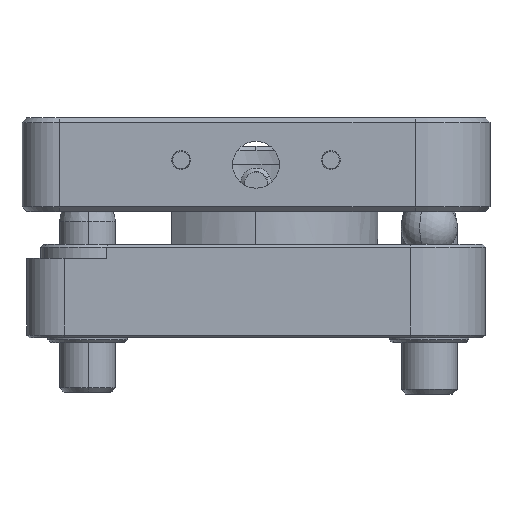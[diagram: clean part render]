
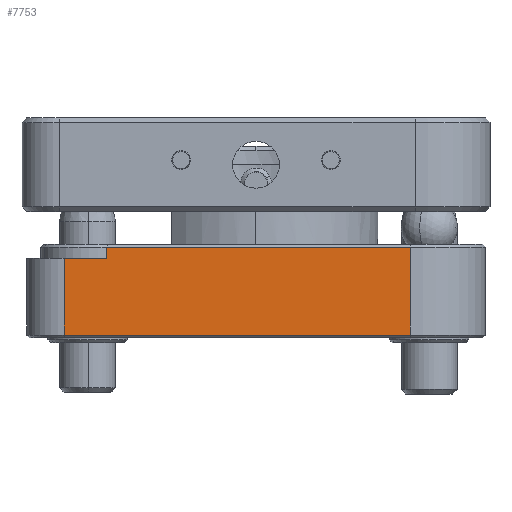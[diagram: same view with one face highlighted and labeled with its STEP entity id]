
A CAD part, front view. The second image highlights one B-rep face of the part: STEP entity #7753.
In plain terms, the highlighted planar face has unit normal (0, -1, 0).
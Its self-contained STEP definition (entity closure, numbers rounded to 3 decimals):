
#37 = VECTOR ( 'NONE', #3772, 1000. ) ;
#536 = EDGE_CURVE ( 'NONE', #13732, #13172, #701, .T. ) ;
#701 = LINE ( 'NONE', #13608, #4198 ) ;
#704 = DIRECTION ( 'NONE',  ( -1., 0., 0. ) ) ;
#822 = VECTOR ( 'NONE', #7315, 1000. ) ;
#961 = CARTESIAN_POINT ( 'NONE',  ( -16., -24.5, -19.8 ) ) ;
#1063 = LINE ( 'NONE', #13034, #7501 ) ;
#1527 = CARTESIAN_POINT ( 'NONE',  ( 16.5, -24.5, -29.2 ) ) ;
#1670 = CARTESIAN_POINT ( 'NONE',  ( 16.5, -24.5, -19.8 ) ) ;
#1853 = ORIENTED_EDGE ( 'NONE', *, *, #1915, .T. ) ;
#1863 = EDGE_CURVE ( 'NONE', #9165, #4646, #14531, .T. ) ;
#1886 = ORIENTED_EDGE ( 'NONE', *, *, #15613, .T. ) ;
#1915 = EDGE_CURVE ( 'NONE', #15763, #9165, #1063, .T. ) ;
#2652 = CARTESIAN_POINT ( 'NONE',  ( 16.5, -24.5, -19.5 ) ) ;
#2991 = CARTESIAN_POINT ( 'NONE',  ( -20.5, -24.5, -29.2 ) ) ;
#3659 = ORIENTED_EDGE ( 'NONE', *, *, #536, .F. ) ;
#3772 = DIRECTION ( 'NONE',  ( -1., 0., 0. ) ) ;
#3983 = CARTESIAN_POINT ( 'NONE',  ( 0., -24.5, -21. ) ) ;
#4198 = VECTOR ( 'NONE', #13551, 1000. ) ;
#4438 = CARTESIAN_POINT ( 'NONE',  ( -16., -24.5, -19.8 ) ) ;
#4646 = VERTEX_POINT ( 'NONE', #1670 ) ;
#4730 = FACE_OUTER_BOUND ( 'NONE', #14437, .T. ) ;
#5525 = PLANE ( 'NONE',  #12201 ) ;
#5535 = DIRECTION ( 'NONE',  ( 1., 0., 0. ) ) ;
#6282 = LINE ( 'NONE', #3983, #37 ) ;
#6463 = LINE ( 'NONE', #14782, #822 ) ;
#6634 = ORIENTED_EDGE ( 'NONE', *, *, #1863, .T. ) ;
#7057 = ORIENTED_EDGE ( 'NONE', *, *, #15273, .T. ) ;
#7315 = DIRECTION ( 'NONE',  ( 0., 0., -1. ) ) ;
#7501 = VECTOR ( 'NONE', #5535, 1000. ) ;
#7753 = ADVANCED_FACE ( 'NONE', ( #4730 ), #5525, .F. ) ;
#7793 = DIRECTION ( 'NONE',  ( 0., 0., 1. ) ) ;
#8230 = ORIENTED_EDGE ( 'NONE', *, *, #8504, .T. ) ;
#8384 = CARTESIAN_POINT ( 'NONE',  ( -20.5, -24.5, -21. ) ) ;
#8504 = EDGE_CURVE ( 'NONE', #4646, #13172, #9225, .T. ) ;
#8633 = VECTOR ( 'NONE', #704, 1000. ) ;
#8679 = VERTEX_POINT ( 'NONE', #8384 ) ;
#9165 = VERTEX_POINT ( 'NONE', #1527 ) ;
#9225 = LINE ( 'NONE', #4438, #8633 ) ;
#10901 = CARTESIAN_POINT ( 'NONE',  ( -16., -24.5, -21. ) ) ;
#11824 = DIRECTION ( 'NONE',  ( -1., 0., 0. ) ) ;
#12201 = AXIS2_PLACEMENT_3D ( 'NONE', #14214, #15527, #11824 ) ;
#13034 = CARTESIAN_POINT ( 'NONE',  ( -24.5, -24.5, -29.2 ) ) ;
#13172 = VERTEX_POINT ( 'NONE', #961 ) ;
#13551 = DIRECTION ( 'NONE',  ( 0., 0., 1. ) ) ;
#13608 = CARTESIAN_POINT ( 'NONE',  ( -16., -24.5, -21. ) ) ;
#13732 = VERTEX_POINT ( 'NONE', #10901 ) ;
#13753 = VECTOR ( 'NONE', #7793, 1000. ) ;
#14214 = CARTESIAN_POINT ( 'NONE',  ( -24.5, -24.5, -19.5 ) ) ;
#14437 = EDGE_LOOP ( 'NONE', ( #6634, #8230, #3659, #7057, #1886, #1853 ) ) ;
#14531 = LINE ( 'NONE', #2652, #13753 ) ;
#14782 = CARTESIAN_POINT ( 'NONE',  ( -20.5, -24.5, -19.5 ) ) ;
#15273 = EDGE_CURVE ( 'NONE', #13732, #8679, #6282, .T. ) ;
#15527 = DIRECTION ( 'NONE',  ( 0., 1., 0. ) ) ;
#15613 = EDGE_CURVE ( 'NONE', #8679, #15763, #6463, .T. ) ;
#15763 = VERTEX_POINT ( 'NONE', #2991 ) ;
